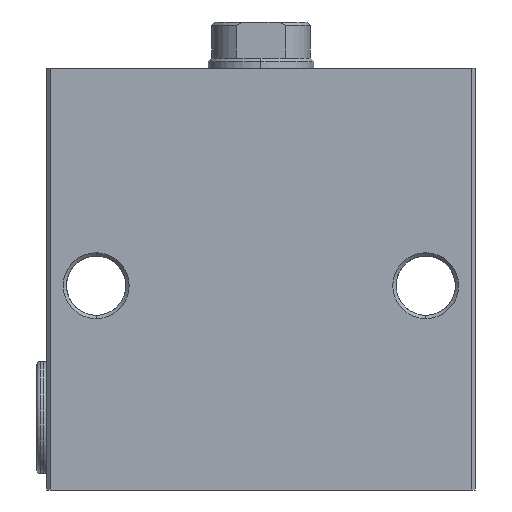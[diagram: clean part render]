
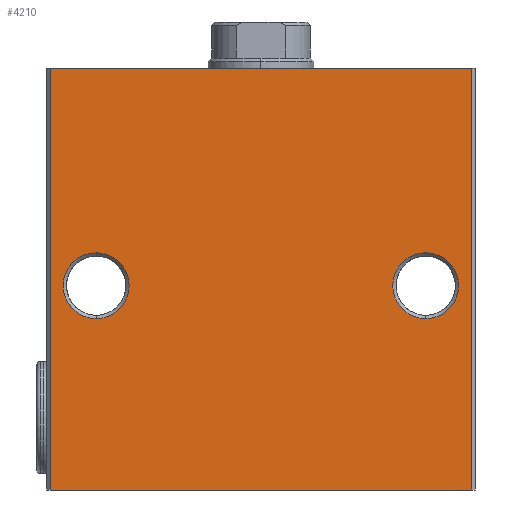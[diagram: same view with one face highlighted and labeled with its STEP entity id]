
A CAD part, front view. The second image highlights one B-rep face of the part: STEP entity #4210.
In plain terms, the highlighted planar face has unit normal (0, -1, 0).
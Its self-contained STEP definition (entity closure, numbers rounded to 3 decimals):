
#70 = AXIS2_PLACEMENT_3D ( 'NONE', #2057, #6582, #243 ) ;
#131 = EDGE_CURVE ( 'NONE', #5748, #1660, #207, .T. ) ;
#154 = ORIENTED_EDGE ( 'NONE', *, *, #2922, .T. ) ;
#179 = ORIENTED_EDGE ( 'NONE', *, *, #131, .F. ) ;
#207 = LINE ( 'NONE', #3124, #4557 ) ;
#224 = CARTESIAN_POINT ( 'NONE',  ( -14045.369, 1862.09, 31. ) ) ;
#243 = DIRECTION ( 'NONE',  ( -1., 0., 0. ) ) ;
#268 = EDGE_CURVE ( 'NONE', #2527, #1660, #4183, .T. ) ;
#364 = CARTESIAN_POINT ( 'NONE',  ( -13988.369, 1862.09, 64. ) ) ;
#552 = EDGE_CURVE ( 'NONE', #2888, #5665, #1445, .T. ) ;
#590 = AXIS2_PLACEMENT_3D ( 'NONE', #1656, #5626, #2228 ) ;
#645 = FACE_OUTER_BOUND ( 'NONE', #4720, .T. ) ;
#728 = ORIENTED_EDGE ( 'NONE', *, *, #1248, .T. ) ;
#775 = EDGE_CURVE ( 'NONE', #5284, #1756, #3563, .T. ) ;
#778 = DIRECTION ( 'NONE',  ( -1., 0., 0. ) ) ;
#1016 = EDGE_CURVE ( 'NONE', #4137, #5748, #6242, .T. ) ;
#1138 = CIRCLE ( 'NONE', #4652, 5. ) ;
#1248 = EDGE_CURVE ( 'NONE', #4137, #2527, #6859, .T. ) ;
#1306 = EDGE_LOOP ( 'NONE', ( #154, #5905 ) ) ;
#1397 = CARTESIAN_POINT ( 'NONE',  ( -13988.369, 1862.09, 0. ) ) ;
#1445 = CIRCLE ( 'NONE', #70, 5. ) ;
#1502 = PLANE ( 'NONE',  #7245 ) ;
#1656 = CARTESIAN_POINT ( 'NONE',  ( -13995.369, 1862.09, 31. ) ) ;
#1660 = VERTEX_POINT ( 'NONE', #2873 ) ;
#1756 = VERTEX_POINT ( 'NONE', #7308 ) ;
#1969 = DIRECTION ( 'NONE',  ( 1., 0., 0. ) ) ;
#1971 = FACE_BOUND ( 'NONE', #2495, .T. ) ;
#1997 = ORIENTED_EDGE ( 'NONE', *, *, #775, .T. ) ;
#2057 = CARTESIAN_POINT ( 'NONE',  ( -13995.369, 1862.09, 31. ) ) ;
#2058 = DIRECTION ( 'NONE',  ( -1., 0., 0. ) ) ;
#2228 = DIRECTION ( 'NONE',  ( -1., 0., 0. ) ) ;
#2229 = DIRECTION ( 'NONE',  ( 1., 0., 0. ) ) ;
#2274 = CARTESIAN_POINT ( 'NONE',  ( -13988.369, 1862.09, 64. ) ) ;
#2352 = FACE_BOUND ( 'NONE', #1306, .T. ) ;
#2477 = EDGE_CURVE ( 'NONE', #1756, #5284, #1138, .T. ) ;
#2495 = EDGE_LOOP ( 'NONE', ( #6386, #1997 ) ) ;
#2527 = VERTEX_POINT ( 'NONE', #3625 ) ;
#2702 = VECTOR ( 'NONE', #1969, 1000. ) ;
#2873 = CARTESIAN_POINT ( 'NONE',  ( -13988.369, 1862.09, 0. ) ) ;
#2888 = VERTEX_POINT ( 'NONE', #6128 ) ;
#2922 = EDGE_CURVE ( 'NONE', #5665, #2888, #3684, .T. ) ;
#3032 = CARTESIAN_POINT ( 'NONE',  ( -14045.369, 1862.09, 31. ) ) ;
#3050 = DIRECTION ( 'NONE',  ( 0., 0., -1. ) ) ;
#3124 = CARTESIAN_POINT ( 'NONE',  ( -13988.369, 1862.09, 64. ) ) ;
#3215 = VECTOR ( 'NONE', #2229, 1000. ) ;
#3563 = CIRCLE ( 'NONE', #6148, 5. ) ;
#3603 = DIRECTION ( 'NONE',  ( -1., 0., 0. ) ) ;
#3625 = CARTESIAN_POINT ( 'NONE',  ( -14052.369, 1862.09, 0. ) ) ;
#3684 = CIRCLE ( 'NONE', #590, 5. ) ;
#3700 = DIRECTION ( 'NONE',  ( 0., 0., -1. ) ) ;
#3839 = VECTOR ( 'NONE', #3050, 1000. ) ;
#4137 = VERTEX_POINT ( 'NONE', #4207 ) ;
#4172 = CARTESIAN_POINT ( 'NONE',  ( -14045.369, 1862.09, 36. ) ) ;
#4174 = DIRECTION ( 'NONE',  ( 0., 1., 0. ) ) ;
#4183 = LINE ( 'NONE', #1397, #2702 ) ;
#4207 = CARTESIAN_POINT ( 'NONE',  ( -14052.369, 1862.09, 64. ) ) ;
#4210 = ADVANCED_FACE ( 'NONE', ( #2352, #1971, #645 ), #1502, .F. ) ;
#4282 = ORIENTED_EDGE ( 'NONE', *, *, #268, .T. ) ;
#4557 = VECTOR ( 'NONE', #3700, 1000. ) ;
#4652 = AXIS2_PLACEMENT_3D ( 'NONE', #3032, #7004, #3603 ) ;
#4720 = EDGE_LOOP ( 'NONE', ( #4282, #179, #7023, #728 ) ) ;
#5024 = CARTESIAN_POINT ( 'NONE',  ( -13995.369, 1862.09, 26. ) ) ;
#5284 = VERTEX_POINT ( 'NONE', #4172 ) ;
#5484 = DIRECTION ( 'NONE',  ( 0., 1., 0. ) ) ;
#5626 = DIRECTION ( 'NONE',  ( 0., 1., 0. ) ) ;
#5665 = VERTEX_POINT ( 'NONE', #5024 ) ;
#5748 = VERTEX_POINT ( 'NONE', #2274 ) ;
#5905 = ORIENTED_EDGE ( 'NONE', *, *, #552, .T. ) ;
#5997 = CARTESIAN_POINT ( 'NONE',  ( -14052.369, 1862.09, 64. ) ) ;
#6128 = CARTESIAN_POINT ( 'NONE',  ( -13995.369, 1862.09, 36. ) ) ;
#6129 = CARTESIAN_POINT ( 'NONE',  ( -13988.369, 1862.09, 64. ) ) ;
#6148 = AXIS2_PLACEMENT_3D ( 'NONE', #224, #4174, #778 ) ;
#6242 = LINE ( 'NONE', #6129, #3215 ) ;
#6386 = ORIENTED_EDGE ( 'NONE', *, *, #2477, .T. ) ;
#6582 = DIRECTION ( 'NONE',  ( 0., 1., 0. ) ) ;
#6859 = LINE ( 'NONE', #5997, #3839 ) ;
#7004 = DIRECTION ( 'NONE',  ( 0., 1., 0. ) ) ;
#7023 = ORIENTED_EDGE ( 'NONE', *, *, #1016, .F. ) ;
#7245 = AXIS2_PLACEMENT_3D ( 'NONE', #364, #5484, #2058 ) ;
#7308 = CARTESIAN_POINT ( 'NONE',  ( -14045.369, 1862.09, 26. ) ) ;
